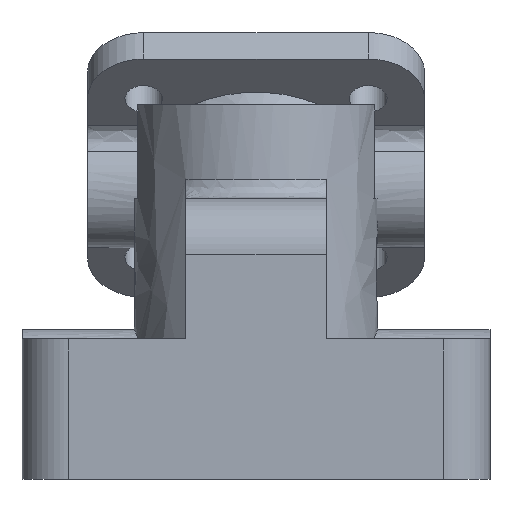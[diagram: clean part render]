
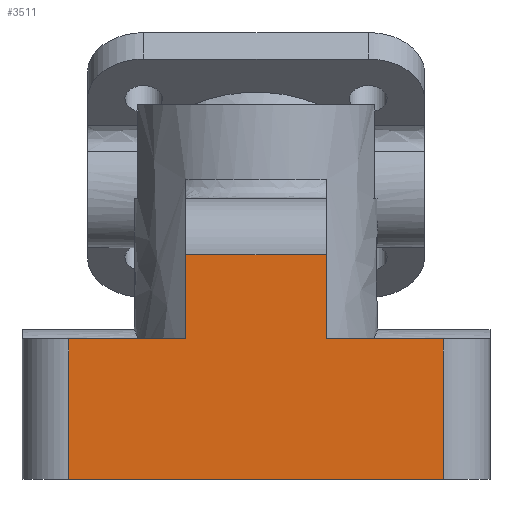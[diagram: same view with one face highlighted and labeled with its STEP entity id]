
A CAD part, left-side view. The second image highlights one B-rep face of the part: STEP entity #3511.
In plain terms, the highlighted free-form (B-spline) face has degree [1, 1] with [2, 2] control points.
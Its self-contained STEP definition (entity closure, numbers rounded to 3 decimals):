
#2619 = VERTEX_POINT('',#2620);
#2620 = CARTESIAN_POINT('',(-40.022,-9.236,
    18.472));
#2625 = EDGE_CURVE('',#2626,#2619,#2628,.T.);
#2626 = VERTEX_POINT('',#2627);
#2627 = CARTESIAN_POINT('',(-40.022,-9.236,
    29.555));
#2628 = B_SPLINE_CURVE_WITH_KNOTS('',1,(#2629,#2630),.UNSPECIFIED.,.F.,
  .F.,(2,2),(6.,15.),.PIECEWISE_BEZIER_KNOTS.);
#2629 = CARTESIAN_POINT('',(-40.022,-9.236,
    29.555));
#2630 = CARTESIAN_POINT('',(-40.022,-9.236,
    18.472));
#2938 = VERTEX_POINT('',#2939);
#2939 = CARTESIAN_POINT('',(-40.022,9.236,
    18.472));
#2944 = EDGE_CURVE('',#2945,#2938,#2947,.T.);
#2945 = VERTEX_POINT('',#2946);
#2946 = CARTESIAN_POINT('',(-40.022,9.236,
    29.555));
#2947 = B_SPLINE_CURVE_WITH_KNOTS('',1,(#2948,#2949),.UNSPECIFIED.,.F.,
  .F.,(2,2),(6.,15.),.PIECEWISE_BEZIER_KNOTS.);
#2948 = CARTESIAN_POINT('',(-40.022,9.236,
    29.555));
#2949 = CARTESIAN_POINT('',(-40.022,9.236,
    18.472));
#3287 = VERTEX_POINT('',#3288);
#3288 = CARTESIAN_POINT('',(-40.022,-24.629,
    0.));
#3294 = EDGE_CURVE('',#3295,#3287,#3297,.T.);
#3295 = VERTEX_POINT('',#3296);
#3296 = CARTESIAN_POINT('',(-40.022,24.629,
    0.));
#3297 = B_SPLINE_CURVE_WITH_KNOTS('',1,(#3298,#3299),.UNSPECIFIED.,.F.,
  .F.,(2,2),(5.,45.),.PIECEWISE_BEZIER_KNOTS.);
#3298 = CARTESIAN_POINT('',(-40.022,24.629,0.));
#3299 = CARTESIAN_POINT('',(-40.022,-24.629,0.));
#3365 = EDGE_CURVE('',#3366,#2938,#3368,.T.);
#3366 = VERTEX_POINT('',#3367);
#3367 = CARTESIAN_POINT('',(-40.022,24.629,
    18.472));
#3368 = B_SPLINE_CURVE_WITH_KNOTS('',1,(#3369,#3370),.UNSPECIFIED.,.F.,
  .F.,(2,2),(5.,17.5),.PIECEWISE_BEZIER_KNOTS.);
#3369 = CARTESIAN_POINT('',(-40.022,24.629,
    18.472));
#3370 = CARTESIAN_POINT('',(-40.022,9.236,
    18.472));
#3408 = EDGE_CURVE('',#3295,#3366,#3409,.T.);
#3409 = B_SPLINE_CURVE_WITH_KNOTS('',1,(#3410,#3411),.UNSPECIFIED.,.F.,
  .F.,(2,2),(0.,15.),.PIECEWISE_BEZIER_KNOTS.);
#3410 = CARTESIAN_POINT('',(-40.022,24.629,
    0.));
#3411 = CARTESIAN_POINT('',(-40.022,24.629,
    18.472));
#3498 = EDGE_CURVE('',#2945,#2626,#3499,.T.);
#3499 = B_SPLINE_CURVE_WITH_KNOTS('',1,(#3500,#3501),.UNSPECIFIED.,.F.,
  .F.,(2,2),(0.,15.),.PIECEWISE_BEZIER_KNOTS.);
#3500 = CARTESIAN_POINT('',(-40.022,9.236,
    29.555));
#3501 = CARTESIAN_POINT('',(-40.022,-9.236,
    29.555));
#3511 = ADVANCED_FACE('',(#3512),#3532,.T.);
#3512 = FACE_BOUND('',#3513,.T.);
#3513 = EDGE_LOOP('',(#3514,#3515,#3516,#3517,#3518,#3519,#3520,#3527));
#3514 = ORIENTED_EDGE('',*,*,#2625,.F.);
#3515 = ORIENTED_EDGE('',*,*,#3498,.F.);
#3516 = ORIENTED_EDGE('',*,*,#2944,.T.);
#3517 = ORIENTED_EDGE('',*,*,#3365,.F.);
#3518 = ORIENTED_EDGE('',*,*,#3408,.F.);
#3519 = ORIENTED_EDGE('',*,*,#3294,.T.);
#3520 = ORIENTED_EDGE('',*,*,#3521,.T.);
#3521 = EDGE_CURVE('',#3287,#3522,#3524,.T.);
#3522 = VERTEX_POINT('',#3523);
#3523 = CARTESIAN_POINT('',(-40.022,-24.629,
    18.472));
#3524 = B_SPLINE_CURVE_WITH_KNOTS('',1,(#3525,#3526),.UNSPECIFIED.,.F.,
  .F.,(2,2),(0.,15.),.PIECEWISE_BEZIER_KNOTS.);
#3525 = CARTESIAN_POINT('',(-40.022,-24.629,
    0.));
#3526 = CARTESIAN_POINT('',(-40.022,-24.629,
    18.472));
#3527 = ORIENTED_EDGE('',*,*,#3528,.F.);
#3528 = EDGE_CURVE('',#2619,#3522,#3529,.T.);
#3529 = B_SPLINE_CURVE_WITH_KNOTS('',1,(#3530,#3531),.UNSPECIFIED.,.F.,
  .F.,(2,2),(32.5,45.),.PIECEWISE_BEZIER_KNOTS.);
#3530 = CARTESIAN_POINT('',(-40.022,-9.236,
    18.472));
#3531 = CARTESIAN_POINT('',(-40.022,-24.629,
    18.472));
#3532 = B_SPLINE_SURFACE_WITH_KNOTS('',1,1,(
    (#3533,#3534)
    ,(#3535,#3536
    )),.UNSPECIFIED.,.F.,.F.,.F.,(2,2),(2,2),(-11.679,
    12.321),(-20.,20.),.PIECEWISE_BEZIER_KNOTS.);
#3533 = CARTESIAN_POINT('',(-40.022,24.629,
    29.555));
#3534 = CARTESIAN_POINT('',(-40.022,-24.629,
    29.555));
#3535 = CARTESIAN_POINT('',(-40.022,24.629,0.));
#3536 = CARTESIAN_POINT('',(-40.022,-24.629,0.));
